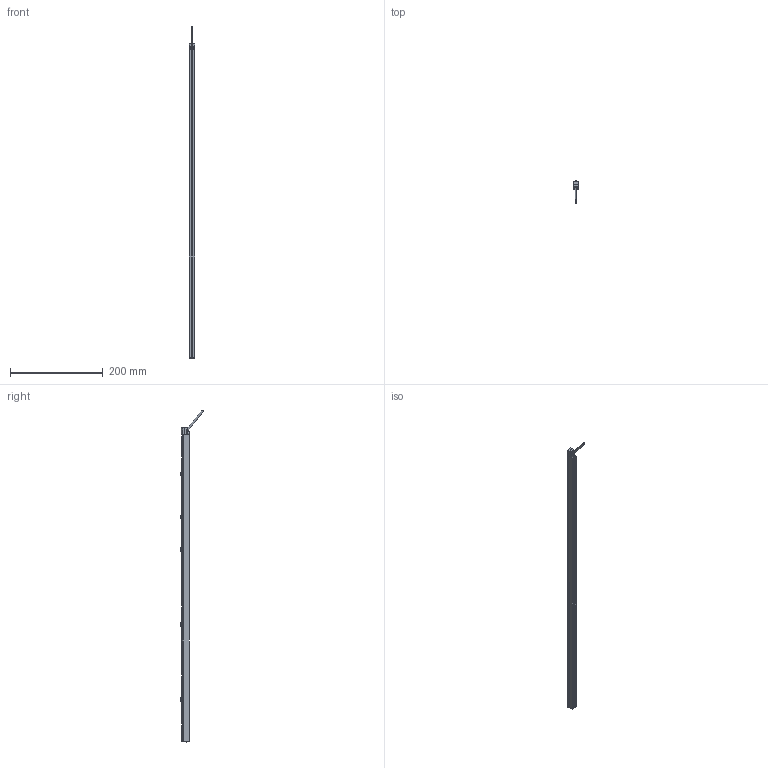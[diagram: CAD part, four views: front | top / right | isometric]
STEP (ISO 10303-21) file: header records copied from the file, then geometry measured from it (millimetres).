
FILE_DESCRIPTION((''),'2;1');
FILE_NAME('217281_ASM','2020-06-11T11:29:12',('PDMAdmin'),('BANNER ENGINEERING'),'CREO PARAMETRIC BY PTC INC, 2019292','CREO PARAMETRIC BY PTC INC, 2019292','');
FILE_SCHEMA(('CONFIG_CONTROL_DESIGN'));
Length unit declared in the file: millimetre
Products named in the file (22): 217273_AF0; 212546_AF0; 212837_AF0; 809860_CABLE_AF0; 214493_AF0; 213113_AF1; 213732_AF0; 213113_AF0_ASM; 213799_AF0; 213800_AF1; 213800_AF0_ASM; 213799_AF1; 213800_AF3; 213800_AF2_ASM; 213799_AF2; 213800_AF5; 213800_AF4_ASM; 213799_AF3; 213800_AF7; 213800_AF6_ASM; 809860_AF0_ASM; 217281_ASM
Assembly tree (21 placements, depth 4):
  217281_ASM
    809860_AF0_ASM
      217273_AF0
      212546_AF0
      212837_AF0
      809860_CABLE_AF0
      214493_AF0
      213113_AF0_ASM
        213113_AF1
        213732_AF0
      213800_AF0_ASM
        213799_AF0
        213800_AF1
      213800_AF2_ASM
        213799_AF1
        213800_AF3
      213800_AF4_ASM
        213799_AF2
        213800_AF5
      213800_AF6_ASM
        213799_AF3
        213800_AF7
Bounding box: 12 x 49.48 x 716.57 mm (x, y, z)
Volume: 63055.4 mm3; surface area: 74135.8 mm2
Topology: 30 solids, 32 shells, 1201 faces, 3089 edges, 1931 vertices
Faces by surface type: plane 466, bspline 360, cylinder 224, cone 83, sphere 22, torus 20, revolution 16, extrusion 10
Entity records: 63980 total; most frequent: CARTESIAN_POINT 37932, ORIENTED_EDGE 6122, DIRECTION 4172, EDGE_CURVE 3071, VERTEX_POINT 1931, AXIS2_PLACEMENT_3D 1460, B_SPLINE_CURVE_WITH_KNOTS 1293, VECTOR 1236
